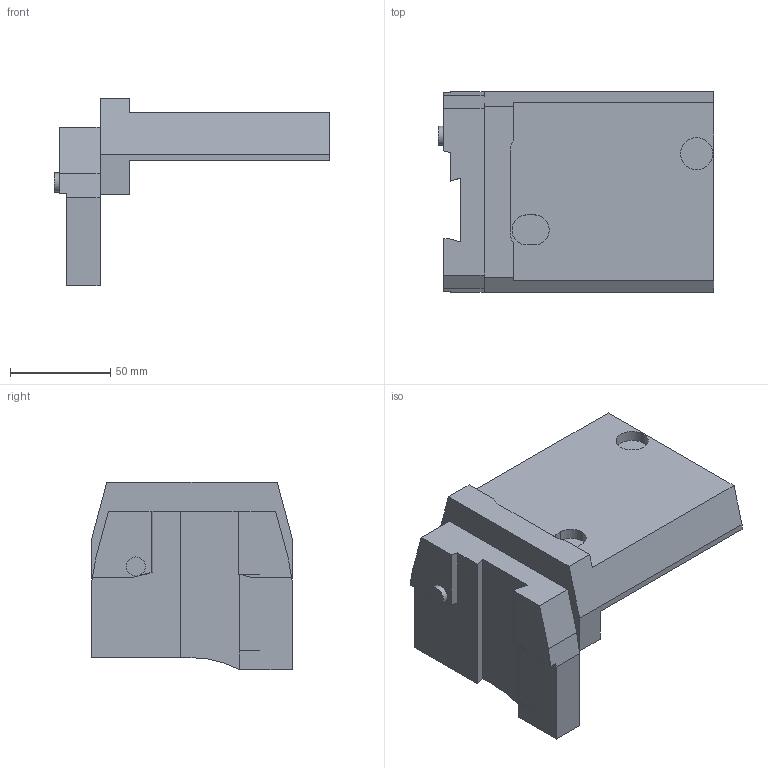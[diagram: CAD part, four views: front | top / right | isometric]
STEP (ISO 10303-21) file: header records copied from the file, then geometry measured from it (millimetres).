
FILE_DESCRIPTION(/* description */ (''),/* implementation_level */ '2;1');
FILE_NAME(/* name */ '1528712003787.stp',/* time_stamp */ '2018-06-11T15:43:33+05:00',/* author */ (''),/* organization */ ('SMS'),/* preprocessor_version */ 'ST-DEVELOPER v15',/* originating_system */ 'SIEMENS PLM Software NX 8.5',/* authorisation */ '');
FILE_SCHEMA (('AUTOMOTIVE_DESIGN { 1 0 10303 214 3 1 1 1 }'));
Length unit declared in the file: millimetre
Products named in the file (1): 201632332mod000_00
Bounding box: 137.25 x 100 x 93.5 mm (x, y, z)
Volume: 403191.3 mm3; surface area: 53173 mm2
Topology: 1 solids, 1 shells, 62 faces, 169 edges, 115 vertices
Faces by surface type: plane 52, cylinder 10
Full cylindrical faces by diameter (mm): 9.5 x1, 16 x1
Entity records: 2000 total; most frequent: CARTESIAN_POINT 348, ORIENTED_EDGE 334, DIRECTION 323, EDGE_CURVE 167, LINE 143, VECTOR 143, VERTEX_POINT 112, AXIS2_PLACEMENT_3D 90
